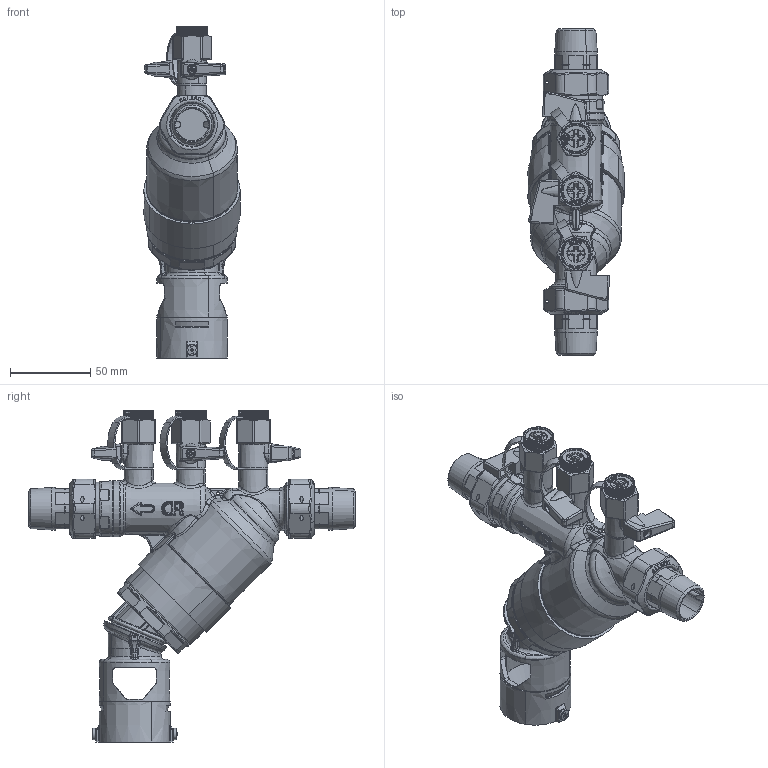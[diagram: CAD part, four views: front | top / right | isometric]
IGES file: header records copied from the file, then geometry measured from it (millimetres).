
Start section: START RECORD GO HERE.
Global section: file name: XXXXXX (IGS).igs; native system: DASSAULT SYSTEMES CATIA Version 5-6 Release 2014 - www.3ds.com; preprocessor: V5-6R2014_5.24.5.0.02-24-2015.20.00; author: mparodi; organization: CALEFFI; date: 20160413.172650; units: millimetre
Bounding box: 59.99 x 203.5 x 206.78 mm (x, y, z)
Surface area: 100038.1 mm2 (no closed solid volume)
Topology: 0 solids, 0 shells, 3906 faces, 20706 edges, 20644 vertices
Faces by surface type: plane 1759, revolution 1550, bspline 597
